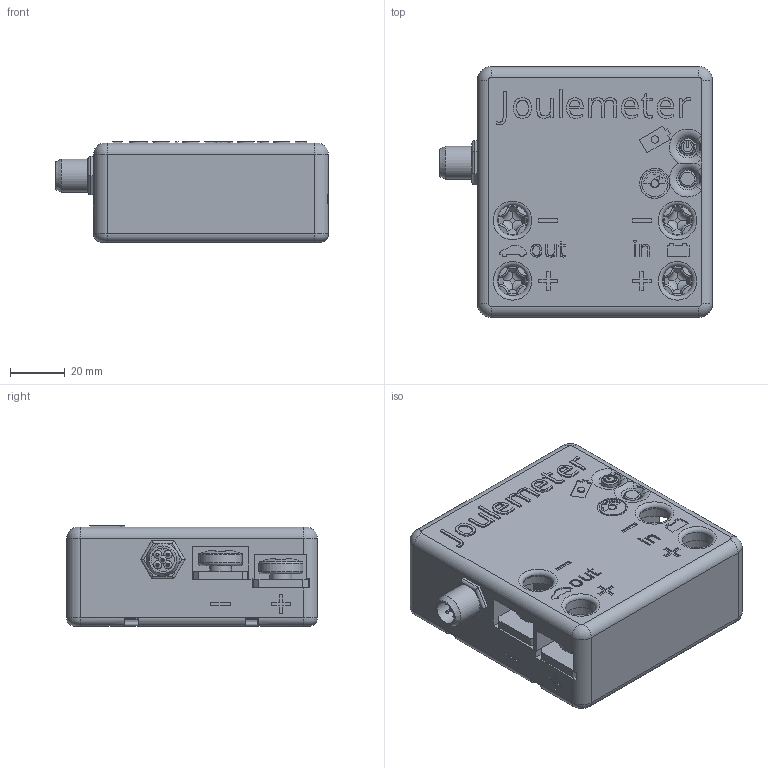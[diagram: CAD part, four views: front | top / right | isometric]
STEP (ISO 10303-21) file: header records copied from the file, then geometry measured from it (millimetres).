
FILE_DESCRIPTION(/* description */ ('STEP AP242','CAx-IF Rec.Pracs.---Representation and Presentation of Product Manufacturing Information (PMI)---4.0---2014-10-13','CAx-IF Rec.Pracs.---3D Tessellated Geometry---0.4---2014-09-14','2;1'),/* implementation_level */ '2;1');
FILE_NAME(/* name */ '65b12a1a72bd8b42f7a14362',/* time_stamp */ '2024-01-24T15:17:48Z',/* author */ (''),/* organization */ (''),/* preprocessor_version */ 'ST-DEVELOPER v19.4',/* originating_system */ ' ',/* authorisation */ ' ');
FILE_SCHEMA (('AP242_MANAGED_MODEL_BASED_3D_ENGINEERING_MIM_LF { 1 0 10303 442 1 1 4 }'));
Length unit declared in the file: metre
Products named in the file (1): Joulemeter Mock
Bounding box: 99.3 x 91.25 x 36.5 mm (x, y, z)
Volume: 259847 mm3; surface area: 40240.2 mm2
Topology: 1 solids, 8 shells, 744 faces, 1977 edges, 1302 vertices
Faces by surface type: plane 398, bspline 191, cylinder 98, torus 49, cone 8
Full cylindrical faces by diameter (mm): 1 x5, 2.7 x2, 6 x2, 8 x8, 8.3 x4, 8.5 x1, 9 x2, 9.6 x1, 11 x5, 12 x1, 16 x8
Entity records: 26423 total; most frequent: CARTESIAN_POINT 8420, ORIENTED_EDGE 3756, DIRECTION 2788, EDGE_CURVE 1878, VERTEX_POINT 1273, LINE 1076, VECTOR 1076, EDGE_LOOP 887
